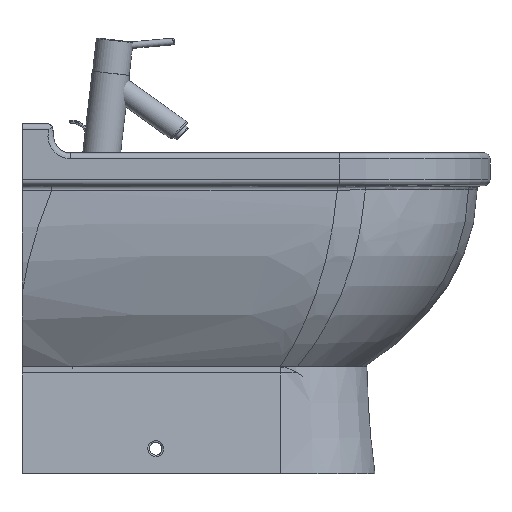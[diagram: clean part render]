
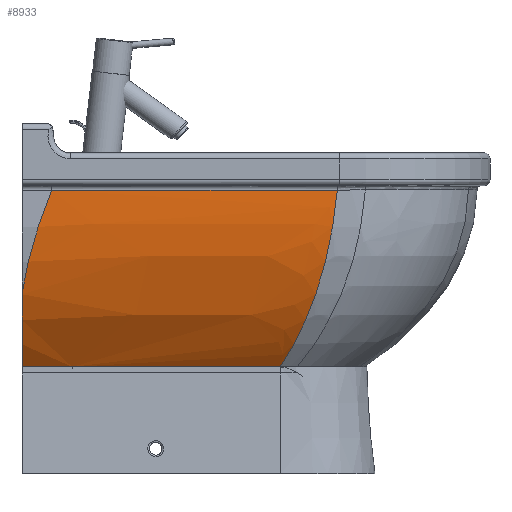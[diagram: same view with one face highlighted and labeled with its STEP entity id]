
A CAD part, left-side view. The second image highlights one B-rep face of the part: STEP entity #8933.
In plain terms, the highlighted free-form (B-spline) face has degree [3, 3] with [4, 4] control points.
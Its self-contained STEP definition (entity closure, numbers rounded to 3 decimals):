
#3198=CARTESIAN_POINT('',(406.916,13.663,-55.302));
#3199=VERTEX_POINT('',#3198);
#3207=CARTESIAN_POINT('',(65.102,13.663,-55.302));
#3208=VERTEX_POINT('',#3207);
#3209=CARTESIAN_POINT('',(406.916,13.663,-55.302));
#3210=CARTESIAN_POINT('',(292.978,13.663,-55.302));
#3211=CARTESIAN_POINT('',(179.04,13.663,-55.302));
#3212=CARTESIAN_POINT('',(65.102,13.663,-55.302));
#3213=B_SPLINE_CURVE_WITH_KNOTS('',3,(#3209,#3210,#3211,#3212),.UNSPECIFIED.,.F.,.U.,(4,4),(0.0,34.181),.UNSPECIFIED.);
#3214=EDGE_CURVE('',#3199,#3208,#3213,.T.);
#8840=CARTESIAN_POINT('',(90.883,-1.422,-180.));
#8841=VERTEX_POINT('',#8840);
#8842=CARTESIAN_POINT('',(65.102,13.663,-55.302));
#8843=CARTESIAN_POINT('',(69.187,16.406,-100.649));
#8844=CARTESIAN_POINT('',(77.78,11.378,-142.215));
#8845=CARTESIAN_POINT('',(90.883,-1.422,-180.));
#8846=B_SPLINE_CURVE_WITH_KNOTS('',3,(#8842,#8843,#8844,#8845),.UNSPECIFIED.,.F.,.U.,(4,4),(0.176,0.625),.UNSPECIFIED.);
#8847=EDGE_CURVE('',#3208,#8841,#8846,.T.);
#8849=CARTESIAN_POINT('',(133.291,-49.932,-266.977));
#8850=VERTEX_POINT('',#8849);
#8851=CARTESIAN_POINT('',(90.883,-1.422,-180.));
#8852=CARTESIAN_POINT('',(101.856,-12.141,-211.644));
#8853=CARTESIAN_POINT('',(115.992,-28.311,-240.637));
#8854=CARTESIAN_POINT('',(133.291,-49.932,-266.977));
#8855=B_SPLINE_CURVE_WITH_KNOTS('',3,(#8851,#8852,#8853,#8854),.UNSPECIFIED.,.F.,.U.,(4,4),(0.625,1.0),.UNSPECIFIED.);
#8856=EDGE_CURVE('',#8841,#8850,#8855,.T.);
#8879=CARTESIAN_POINT('',(406.916,13.663,-55.302));
#8880=CARTESIAN_POINT('',(292.978,13.663,-55.302));
#8881=CARTESIAN_POINT('',(76.448,13.663,-55.302));
#8882=CARTESIAN_POINT('',(65.102,13.663,-55.302));
#8883=CARTESIAN_POINT('',(440.454,18.704,-138.625));
#8884=CARTESIAN_POINT('',(317.838,18.704,-138.625));
#8885=CARTESIAN_POINT('',(84.397,18.704,-138.625));
#8886=CARTESIAN_POINT('',(72.607,18.704,-138.625));
#8887=CARTESIAN_POINT('',(452.273,-2.495,-209.184));
#8888=CARTESIAN_POINT('',(333.295,-2.495,-209.184));
#8889=CARTESIAN_POINT('',(105.488,-2.495,-209.184));
#8890=CARTESIAN_POINT('',(95.337,-2.495,-209.184));
#8891=CARTESIAN_POINT('',(442.375,-49.932,-266.977));
#8892=CARTESIAN_POINT('',(339.347,-49.932,-266.977));
#8893=CARTESIAN_POINT('',(139.72,-49.932,-266.977));
#8894=CARTESIAN_POINT('',(133.291,-49.932,-266.977));
#8895=B_SPLINE_SURFACE_WITH_KNOTS('',3,3,((#8879,#8883,#8887,#8891),(#8880,#8884,#8888,#8892),(#8881,#8885,#8889,#8893),(#8882,#8886,#8890,#8894)),.UNSPECIFIED.,.F.,.F.,.U.,(4,4),(4,4),(0.0,1.0),(0.176,1.0),.UNSPECIFIED.);
#8896=ORIENTED_EDGE('',*,*,#3214,.F.);
#8897=CARTESIAN_POINT('',(442.375,-1.422,-180.));
#8898=VERTEX_POINT('',#8897);
#8899=CARTESIAN_POINT('',(406.916,13.663,-55.302));
#8900=CARTESIAN_POINT('',(425.168,16.406,-100.649));
#8901=CARTESIAN_POINT('',(436.988,11.378,-142.215));
#8902=CARTESIAN_POINT('',(442.375,-1.422,-180.));
#8903=B_SPLINE_CURVE_WITH_KNOTS('',3,(#8899,#8900,#8901,#8902),.UNSPECIFIED.,.F.,.U.,(4,4),(0.176,0.625),.UNSPECIFIED.);
#8904=EDGE_CURVE('',#3199,#8898,#8903,.T.);
#8905=ORIENTED_EDGE('',*,*,#8904,.T.);
#8906=CARTESIAN_POINT('',(442.375,-49.932,-266.977));
#8907=VERTEX_POINT('',#8906);
#8908=CARTESIAN_POINT('',(442.375,-1.422,-180.));
#8909=CARTESIAN_POINT('',(442.375,-12.247,-211.956));
#8910=CARTESIAN_POINT('',(442.375,-28.526,-240.898));
#8911=CARTESIAN_POINT('',(442.375,-49.932,-266.977));
#8912=B_SPLINE_CURVE_WITH_KNOTS('',3,(#8908,#8909,#8910,#8911),.UNSPECIFIED.,.F.,.U.,(4,4),(-10.122,0.0),.UNSPECIFIED.);
#8913=EDGE_CURVE('',#8898,#8907,#8912,.T.);
#8914=ORIENTED_EDGE('',*,*,#8913,.T.);
#8915=CARTESIAN_POINT('',(382.375,-49.932,-266.977));
#8916=VERTEX_POINT('',#8915);
#8917=CARTESIAN_POINT('',(382.375,-49.932,-266.977));
#8918=DIRECTION('',(1.0,0.0,0.0));
#8919=VECTOR('',#8918,60.0);
#8920=LINE('',#8917,#8919);
#8921=EDGE_CURVE('',#8916,#8907,#8920,.T.);
#8922=ORIENTED_EDGE('',*,*,#8921,.F.);
#8923=CARTESIAN_POINT('',(382.375,-49.932,-266.977));
#8924=DIRECTION('',(-1.0,0.0,0.0));
#8925=VECTOR('',#8924,249.084);
#8926=LINE('',#8923,#8925);
#8927=EDGE_CURVE('',#8916,#8850,#8926,.T.);
#8928=ORIENTED_EDGE('',*,*,#8927,.T.);
#8929=ORIENTED_EDGE('',*,*,#8856,.F.);
#8930=ORIENTED_EDGE('',*,*,#8847,.F.);
#8931=EDGE_LOOP('',(#8896,#8905,#8914,#8922,#8928,#8929,#8930));
#8932=FACE_OUTER_BOUND('',#8931,.T.);
#8933=ADVANCED_FACE('',(#8932),#8895,.F.);
